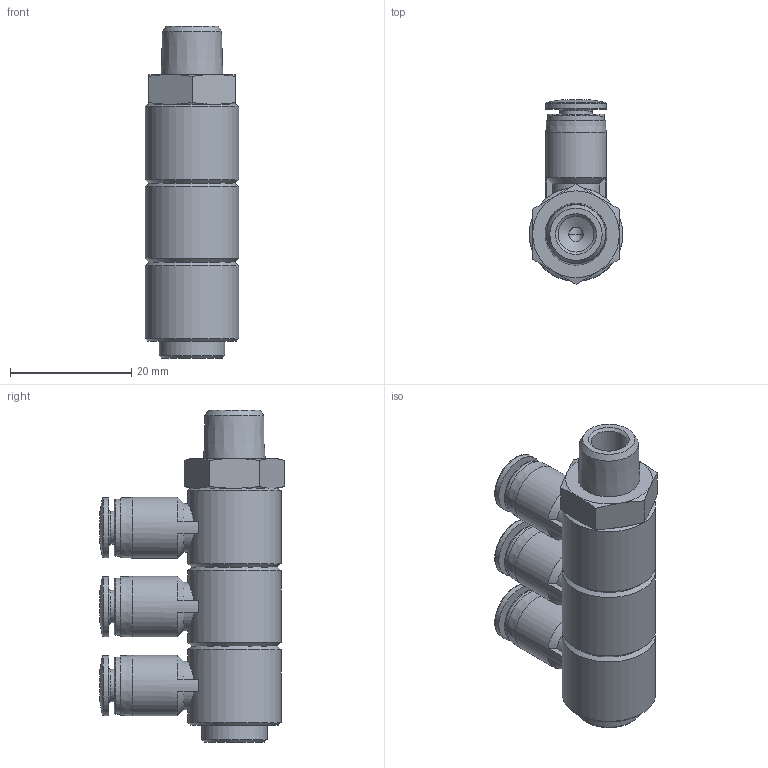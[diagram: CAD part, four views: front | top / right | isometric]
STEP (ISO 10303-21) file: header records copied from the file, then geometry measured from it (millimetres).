
FILE_DESCRIPTION(/* description */ ('STEP AP214'),/* implementation_level */ '2;1');
FILE_NAME(/* name */ '190777_QSLV3-1_8-5_32-U',/* time_stamp */ '2024-09-14T10:42:59+02:00',/* author */ ('License CC BY-ND 4.0'),/* organization */ ('CADENAS'),/* preprocessor_version */ 'ST-DEVELOPER v19.3',/* originating_system */ 'PARTsolutions',/* authorisation */ ' ');
FILE_SCHEMA (('AUTOMOTIVE_DESIGN {1 0 10303 214 3 1 1}'));
Length unit declared in the file: millimetre
Products named in the file (1): 190777 QSLV3-1/8-5/32-U
Bounding box: 15.4 x 30.45 x 54.7 mm (x, y, z)
Volume: 11012.3 mm3; surface area: 5702 mm2
Topology: 1 solids, 1 shells, 112 faces, 247 edges, 148 vertices
Faces by surface type: cone 35, plane 34, cylinder 30, torus 12, sphere 1
Full cylindrical faces by diameter (mm): 2.4 x4, 3.968 x3, 5.368 x3, 5.878 x1, 9.4 x3, 9.9 x3, 10 x3, 10.78 x1, 15.4 x3
Entity records: 3620 total; most frequent: CARTESIAN_POINT 611, DIRECTION 470, ORIENTED_EDGE 370, AXIS2_PLACEMENT_3D 220, EDGE_CURVE 185, EDGE_LOOP 185, FACE_BOUND 185, VERTEX_POINT 142
